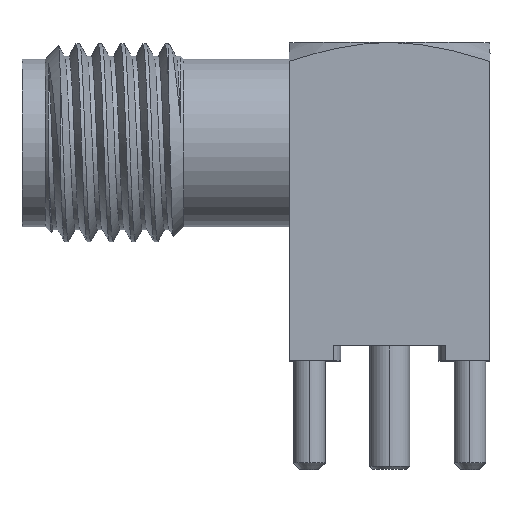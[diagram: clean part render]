
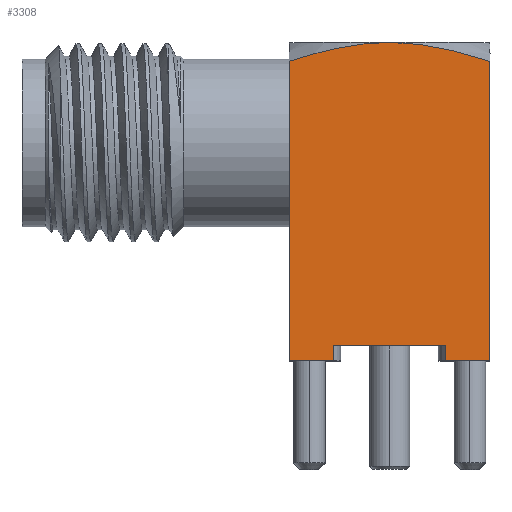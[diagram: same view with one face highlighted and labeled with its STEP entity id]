
A CAD part, top view. The second image highlights one B-rep face of the part: STEP entity #3308.
In plain terms, the highlighted planar face has unit normal (0, 0, 1).
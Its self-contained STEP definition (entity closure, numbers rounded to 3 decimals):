
#4 = DIRECTION ( 'NONE',  ( 0., 0., 1. ) ) ;
#92 = CARTESIAN_POINT ( 'NONE',  ( 25.778, -0.128, 3.175 ) ) ;
#100 = LINE ( 'NONE', #2382, #4810 ) ;
#229 = DIRECTION ( 'NONE',  ( 1., 0., 0. ) ) ;
#243 = CARTESIAN_POINT ( 'NONE',  ( 23.174, -0.105, 3.175 ) ) ;
#327 = DIRECTION ( 'NONE',  ( 0., 1., 0. ) ) ;
#365 = CARTESIAN_POINT ( 'NONE',  ( 24.411, 0., 3.175 ) ) ;
#394 = ORIENTED_EDGE ( 'NONE', *, *, #4201, .F. ) ;
#397 = CARTESIAN_POINT ( 'NONE',  ( 23.559, -0.051, 3.175 ) ) ;
#420 = LINE ( 'NONE', #1349, #1946 ) ;
#531 = CARTESIAN_POINT ( 'NONE',  ( 26.975, -0.402, 3.175 ) ) ;
#604 = CARTESIAN_POINT ( 'NONE',  ( 26.178, -10.07, 3.175 ) ) ;
#665 = CARTESIAN_POINT ( 'NONE',  ( 21.236, -10.07, 3.175 ) ) ;
#675 = VERTEX_POINT ( 'NONE', #604 ) ;
#692 = CARTESIAN_POINT ( 'NONE',  ( 21.236, -10.07, 3.175 ) ) ;
#726 = LINE ( 'NONE', #757, #1211 ) ;
#757 = CARTESIAN_POINT ( 'NONE',  ( 26.178, -10.07, 3.175 ) ) ;
#949 = DIRECTION ( 'NONE',  ( 0., -1., 0. ) ) ;
#1116 = EDGE_CURVE ( 'NONE', #675, #3867, #420, .T. ) ;
#1129 = VERTEX_POINT ( 'NONE', #2809 ) ;
#1191 = CARTESIAN_POINT ( 'NONE',  ( 22.384, -0.268, 3.175 ) ) ;
#1211 = VECTOR ( 'NONE', #327, 1000. ) ;
#1334 = EDGE_CURVE ( 'NONE', #3716, #4871, #2991, .T. ) ;
#1349 = CARTESIAN_POINT ( 'NONE',  ( 26.178, -10.07, 3.175 ) ) ;
#1418 = CARTESIAN_POINT ( 'NONE',  ( 23.623, -0.044, 3.175 ) ) ;
#1476 = EDGE_CURVE ( 'NONE', #4871, #1949, #3622, .T. ) ;
#1494 = CARTESIAN_POINT ( 'NONE',  ( 25.263, -0.05, 3.175 ) ) ;
#1568 = ORIENTED_EDGE ( 'NONE', *, *, #1334, .T. ) ;
#1570 = EDGE_CURVE ( 'NONE', #3604, #1949, #2368, .T. ) ;
#1636 = CARTESIAN_POINT ( 'NONE',  ( 27.586, -10.07, 3.175 ) ) ;
#1781 = EDGE_CURVE ( 'NONE', #675, #5358, #726, .T. ) ;
#1803 = EDGE_CURVE ( 'NONE', #3604, #5358, #2777, .T. ) ;
#1837 = PLANE ( 'NONE',  #3180 ) ;
#1946 = VECTOR ( 'NONE', #4310, 1000. ) ;
#1949 = VERTEX_POINT ( 'NONE', #2987 ) ;
#2050 = CARTESIAN_POINT ( 'NONE',  ( 25.648, -0.105, 3.175 ) ) ;
#2079 = CARTESIAN_POINT ( 'NONE',  ( 24.832, -0.012, 3.175 ) ) ;
#2166 = CARTESIAN_POINT ( 'NONE',  ( 23.367, -0.076, 3.175 ) ) ;
#2269 = VERTEX_POINT ( 'NONE', #3341 ) ;
#2300 = CARTESIAN_POINT ( 'NONE',  ( 24.532, 0., 3.175 ) ) ;
#2368 = LINE ( 'NONE', #3313, #5801 ) ;
#2372 = CARTESIAN_POINT ( 'NONE',  ( 22.643, -9.57, 3.175 ) ) ;
#2382 = CARTESIAN_POINT ( 'NONE',  ( 27.586, -0.598, 3.175 ) ) ;
#2450 = CARTESIAN_POINT ( 'NONE',  ( 21.236, -0.598, 3.175 ) ) ;
#2452 = ORIENTED_EDGE ( 'NONE', *, *, #1476, .T. ) ;
#2457 = CARTESIAN_POINT ( 'NONE',  ( 25.844, -0.14, 3.175 ) ) ;
#2634 = CARTESIAN_POINT ( 'NONE',  ( 22.846, -0.165, 3.175 ) ) ;
#2665 = CARTESIAN_POINT ( 'NONE',  ( 21.831, -0.414, 3.175 ) ) ;
#2736 = CARTESIAN_POINT ( 'NONE',  ( 22.643, -9.57, 3.175 ) ) ;
#2777 = LINE ( 'NONE', #2372, #2823 ) ;
#2786 = CARTESIAN_POINT ( 'NONE',  ( 23.931, -0.012, 3.175 ) ) ;
#2809 = CARTESIAN_POINT ( 'NONE',  ( 24.411, 0., 3.175 ) ) ;
#2823 = VECTOR ( 'NONE', #5666, 1000. ) ;
#2852 = CARTESIAN_POINT ( 'NONE',  ( 24.168, 0., 3.175 ) ) ;
#2897 = CARTESIAN_POINT ( 'NONE',  ( 25.39, -0.066, 3.175 ) ) ;
#2935 = CARTESIAN_POINT ( 'NONE',  ( 21.236, -0.598, 3.175 ) ) ;
#2987 = CARTESIAN_POINT ( 'NONE',  ( 22.643, -10.07, 3.175 ) ) ;
#2991 = LINE ( 'NONE', #2935, #5347 ) ;
#3104 = CARTESIAN_POINT ( 'NONE',  ( 22.585, -0.221, 3.175 ) ) ;
#3180 = AXIS2_PLACEMENT_3D ( 'NONE', #3845, #4, #6180 ) ;
#3254 = CARTESIAN_POINT ( 'NONE',  ( 24.411, 0., 3.175 ) ) ;
#3308 = ADVANCED_FACE ( 'NONE', ( #4742 ), #1837, .T. ) ;
#3313 = CARTESIAN_POINT ( 'NONE',  ( 22.643, -9.57, 3.175 ) ) ;
#3329 = CARTESIAN_POINT ( 'NONE',  ( 23.656, -0.04, 3.175 ) ) ;
#3341 = CARTESIAN_POINT ( 'NONE',  ( 27.586, -0.598, 3.175 ) ) ;
#3376 = EDGE_CURVE ( 'NONE', #1129, #2269, #5963, .T. ) ;
#3401 = CARTESIAN_POINT ( 'NONE',  ( 25.103, -0.034, 3.175 ) ) ;
#3495 = DIRECTION ( 'NONE',  ( 0., -1., 0. ) ) ;
#3572 = CARTESIAN_POINT ( 'NONE',  ( 21.541, -0.5, 3.175 ) ) ;
#3604 = VERTEX_POINT ( 'NONE', #2736 ) ;
#3622 = LINE ( 'NONE', #665, #5120 ) ;
#3716 = VERTEX_POINT ( 'NONE', #2450 ) ;
#3845 = CARTESIAN_POINT ( 'NONE',  ( -3.048, 0., 3.175 ) ) ;
#3867 = VERTEX_POINT ( 'NONE', #1636 ) ;
#3957 = CARTESIAN_POINT ( 'NONE',  ( 24.983, -0.023, 3.175 ) ) ;
#4073 = CARTESIAN_POINT ( 'NONE',  ( 23.431, -0.067, 3.175 ) ) ;
#4101 = B_SPLINE_CURVE_WITH_KNOTS ( 'NONE', 3,
 ( #5949, #3572, #2665, #5486, #1191, #3104, #4567, #5015, #2634, #4532, #243, #2166, #4073, #5979, #397, #1418, #3329, #2786, #2852, #365 ),
 .UNSPECIFIED., .F., .F.,
 ( 4, 2, 2, 2, 2, 2, 2, 2, 2, 4 ),
 ( 0., 0.25, 0.375, 0.437, 0.5, 0.625, 0.687, 0.719, 0.75, 1. ),
 .UNSPECIFIED. ) ;
#4201 = EDGE_CURVE ( 'NONE', #2269, #3867, #100, .T. ) ;
#4310 = DIRECTION ( 'NONE',  ( 1., 0., 0. ) ) ;
#4334 = CARTESIAN_POINT ( 'NONE',  ( 24.652, -0.003, 3.175 ) ) ;
#4451 = ORIENTED_EDGE ( 'NONE', *, *, #1116, .T. ) ;
#4532 = CARTESIAN_POINT ( 'NONE',  ( 23.044, -0.127, 3.175 ) ) ;
#4567 = CARTESIAN_POINT ( 'NONE',  ( 22.651, -0.207, 3.175 ) ) ;
#4600 = ORIENTED_EDGE ( 'NONE', *, *, #1570, .F. ) ;
#4742 = FACE_OUTER_BOUND ( 'NONE', #5455, .T. ) ;
#4810 = VECTOR ( 'NONE', #5273, 1000. ) ;
#4871 = VERTEX_POINT ( 'NONE', #692 ) ;
#4890 = CARTESIAN_POINT ( 'NONE',  ( 25.583, -0.095, 3.175 ) ) ;
#4981 = ORIENTED_EDGE ( 'NONE', *, *, #3376, .F. ) ;
#5015 = CARTESIAN_POINT ( 'NONE',  ( 22.782, -0.179, 3.175 ) ) ;
#5052 = CARTESIAN_POINT ( 'NONE',  ( 26.178, -9.57, 3.175 ) ) ;
#5120 = VECTOR ( 'NONE', #229, 1000. ) ;
#5273 = DIRECTION ( 'NONE',  ( 0., -1., 0. ) ) ;
#5312 = ORIENTED_EDGE ( 'NONE', *, *, #1803, .T. ) ;
#5316 = CARTESIAN_POINT ( 'NONE',  ( 24.892, -0.016, 3.175 ) ) ;
#5317 = ORIENTED_EDGE ( 'NONE', *, *, #1781, .F. ) ;
#5347 = VECTOR ( 'NONE', #3495, 1000. ) ;
#5358 = VERTEX_POINT ( 'NONE', #5052 ) ;
#5370 = CARTESIAN_POINT ( 'NONE',  ( 25.013, -0.026, 3.175 ) ) ;
#5401 = CARTESIAN_POINT ( 'NONE',  ( 26.427, -0.253, 3.175 ) ) ;
#5412 = EDGE_CURVE ( 'NONE', #3716, #1129, #4101, .T. ) ;
#5431 = CARTESIAN_POINT ( 'NONE',  ( 25.074, -0.031, 3.175 ) ) ;
#5455 = EDGE_LOOP ( 'NONE', ( #6113, #1568, #2452, #4600, #5312, #5317, #4451, #394, #4981 ) ) ;
#5486 = CARTESIAN_POINT ( 'NONE',  ( 22.248, -0.302, 3.175 ) ) ;
#5666 = DIRECTION ( 'NONE',  ( 1., 0., 0. ) ) ;
#5774 = CARTESIAN_POINT ( 'NONE',  ( 27.586, -0.598, 3.175 ) ) ;
#5801 = VECTOR ( 'NONE', #949, 1000. ) ;
#5949 = CARTESIAN_POINT ( 'NONE',  ( 21.236, -0.598, 3.175 ) ) ;
#5963 = B_SPLINE_CURVE_WITH_KNOTS ( 'NONE', 3,
 ( #3254, #2300, #4334, #2079, #5316, #3957, #5370, #5431, #3401, #1494, #2897, #4890, #2050, #92, #2457, #5401, #531, #5774 ),
 .UNSPECIFIED., .F., .F.,
 ( 4, 2, 2, 2, 2, 2, 2, 2, 4 ),
 ( 0., 0.125, 0.187, 0.219, 0.25, 0.375, 0.437, 0.5, 1. ),
 .UNSPECIFIED. ) ;
#5979 = CARTESIAN_POINT ( 'NONE',  ( 23.527, -0.055, 3.175 ) ) ;
#6113 = ORIENTED_EDGE ( 'NONE', *, *, #5412, .F. ) ;
#6180 = DIRECTION ( 'NONE',  ( 1., 0., 0. ) ) ;
